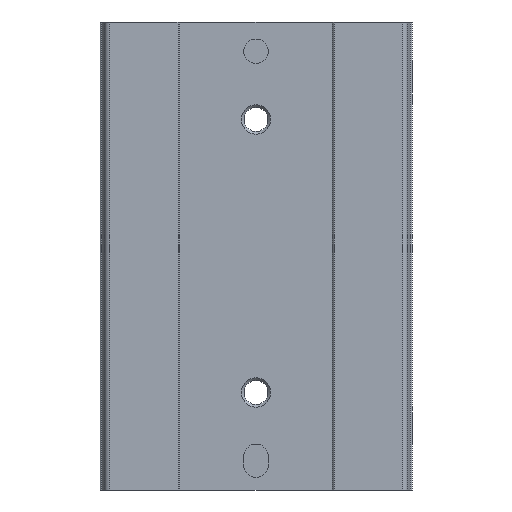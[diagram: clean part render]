
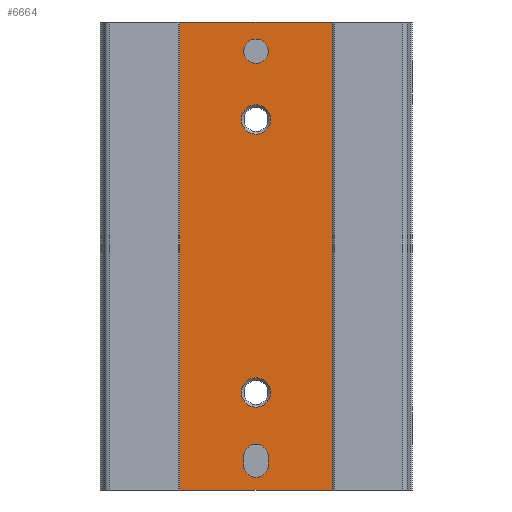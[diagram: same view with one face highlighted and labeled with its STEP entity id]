
A CAD part, front view. The second image highlights one B-rep face of the part: STEP entity #6664.
In plain terms, the highlighted planar face has unit normal (0, -1, 0).
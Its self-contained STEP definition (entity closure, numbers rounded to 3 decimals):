
#123=PLANE('',#7139);
#377=LINE('',#10019,#1007);
#378=LINE('',#10024,#1008);
#379=LINE('',#10028,#1009);
#380=LINE('',#10035,#1010);
#381=LINE('',#10037,#1011);
#382=LINE('',#10039,#1012);
#1007=VECTOR('',#7914,1000.);
#1008=VECTOR('',#7919,1000.);
#1009=VECTOR('',#7922,1000.);
#1010=VECTOR('',#7929,1000.);
#1011=VECTOR('',#7930,1000.);
#1012=VECTOR('',#7931,1000.);
#1656=ORIENTED_EDGE('',*,*,#3552,.T.);
#1657=ORIENTED_EDGE('',*,*,#3553,.T.);
#1658=ORIENTED_EDGE('',*,*,#3554,.T.);
#1659=ORIENTED_EDGE('',*,*,#3555,.T.);
#1660=ORIENTED_EDGE('',*,*,#3556,.F.);
#1661=ORIENTED_EDGE('',*,*,#3557,.T.);
#1662=ORIENTED_EDGE('',*,*,#3558,.T.);
#1663=ORIENTED_EDGE('',*,*,#3559,.F.);
#1664=ORIENTED_EDGE('',*,*,#3551,.F.);
#1665=ORIENTED_EDGE('',*,*,#3560,.T.);
#1666=ORIENTED_EDGE('',*,*,#3561,.T.);
#3551=EDGE_CURVE('',#4497,#4496,#377,.T.);
#3552=EDGE_CURVE('',#4498,#4499,#5153,.F.);
#3553=EDGE_CURVE('',#4499,#4500,#378,.T.);
#3554=EDGE_CURVE('',#4500,#4501,#5154,.F.);
#3555=EDGE_CURVE('',#4501,#4498,#379,.T.);
#3556=EDGE_CURVE('',#4502,#4502,#5155,.T.);
#3557=EDGE_CURVE('',#4503,#4503,#5156,.T.);
#3558=EDGE_CURVE('',#4504,#4504,#5157,.T.);
#3559=EDGE_CURVE('',#4496,#4505,#380,.T.);
#3560=EDGE_CURVE('',#4497,#4506,#381,.T.);
#3561=EDGE_CURVE('',#4506,#4505,#382,.T.);
#4496=VERTEX_POINT('',#10016);
#4497=VERTEX_POINT('',#10018);
#4498=VERTEX_POINT('',#10022);
#4499=VERTEX_POINT('',#10023);
#4500=VERTEX_POINT('',#10025);
#4501=VERTEX_POINT('',#10027);
#4502=VERTEX_POINT('',#10030);
#4503=VERTEX_POINT('',#10032);
#4504=VERTEX_POINT('',#10034);
#4505=VERTEX_POINT('',#10036);
#4506=VERTEX_POINT('',#10038);
#5153=CIRCLE('',#7140,1.25);
#5154=CIRCLE('',#7141,1.25);
#5155=CIRCLE('',#7142,1.25);
#5156=CIRCLE('',#7143,1.5);
#5157=CIRCLE('',#7144,1.5);
#5465=EDGE_LOOP('',(#1656,#1657,#1658,#1659));
#5466=EDGE_LOOP('',(#1660));
#5467=EDGE_LOOP('',(#1661));
#5468=EDGE_LOOP('',(#1662));
#5469=EDGE_LOOP('',(#1663,#1664,#1665,#1666));
#5997=FACE_BOUND('',#5465,.T.);
#5998=FACE_BOUND('',#5466,.T.);
#5999=FACE_BOUND('',#5467,.T.);
#6000=FACE_BOUND('',#5468,.T.);
#6001=FACE_BOUND('',#5469,.T.);
#6664=ADVANCED_FACE('',(#5997,#5998,#5999,#6000,#6001),#123,.T.);
#7139=AXIS2_PLACEMENT_3D('',#10020,#7915,#7916);
#7140=AXIS2_PLACEMENT_3D('',#10021,#7917,#7918);
#7141=AXIS2_PLACEMENT_3D('',#10026,#7920,#7921);
#7142=AXIS2_PLACEMENT_3D('',#10029,#7923,#7924);
#7143=AXIS2_PLACEMENT_3D('',#10031,#7925,#7926);
#7144=AXIS2_PLACEMENT_3D('',#10033,#7927,#7928);
#7914=DIRECTION('',(0.,0.,1.));
#7915=DIRECTION('',(0.,-1.,0.));
#7916=DIRECTION('',(1.,0.,0.));
#7917=DIRECTION('',(0.,-1.,0.));
#7918=DIRECTION('',(1.,0.,0.));
#7919=DIRECTION('',(0.,0.,1.));
#7920=DIRECTION('',(0.,-1.,0.));
#7921=DIRECTION('',(1.,0.,0.));
#7922=DIRECTION('',(0.,0.,-1.));
#7923=DIRECTION('',(0.,-1.,0.));
#7924=DIRECTION('',(0.,0.,-1.));
#7925=DIRECTION('',(0.,1.,0.));
#7926=DIRECTION('',(0.,0.,1.));
#7927=DIRECTION('',(0.,1.,0.));
#7928=DIRECTION('',(0.,0.,1.));
#7929=DIRECTION('',(1.,0.,0.));
#7930=DIRECTION('',(1.,0.,0.));
#7931=DIRECTION('',(0.,0.,1.));
#10016=CARTESIAN_POINT('',(-7.8,0.2,0.));
#10018=CARTESIAN_POINT('',(-7.8,0.2,-48.));
#10019=CARTESIAN_POINT('',(-7.8,0.2,-48.));
#10020=CARTESIAN_POINT('',(-7.8,0.2,-48.));
#10021=CARTESIAN_POINT('',(0.,0.2,-45.45));
#10022=CARTESIAN_POINT('',(1.25,0.2,-45.45));
#10023=CARTESIAN_POINT('',(-1.25,0.2,-45.45));
#10024=CARTESIAN_POINT('',(-1.25,0.2,-48.));
#10025=CARTESIAN_POINT('',(-1.25,0.2,-44.55));
#10026=CARTESIAN_POINT('',(0.,0.2,-44.55));
#10027=CARTESIAN_POINT('',(1.25,0.2,-44.55));
#10028=CARTESIAN_POINT('',(1.25,0.2,-48.));
#10029=CARTESIAN_POINT('',(0.,0.2,-3.));
#10030=CARTESIAN_POINT('',(0.,0.2,-4.25));
#10031=CARTESIAN_POINT('',(0.,0.2,-38.));
#10032=CARTESIAN_POINT('',(0.,0.2,-36.5));
#10033=CARTESIAN_POINT('',(0.,0.2,-10.));
#10034=CARTESIAN_POINT('',(0.,0.2,-8.5));
#10035=CARTESIAN_POINT('',(-7.8,0.2,0.));
#10036=CARTESIAN_POINT('',(7.8,0.2,0.));
#10037=CARTESIAN_POINT('',(-7.8,0.2,-48.));
#10038=CARTESIAN_POINT('',(7.8,0.2,-48.));
#10039=CARTESIAN_POINT('',(7.8,0.2,-48.));
